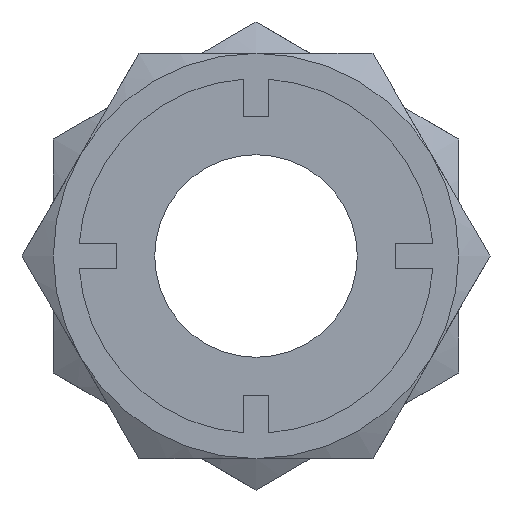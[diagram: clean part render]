
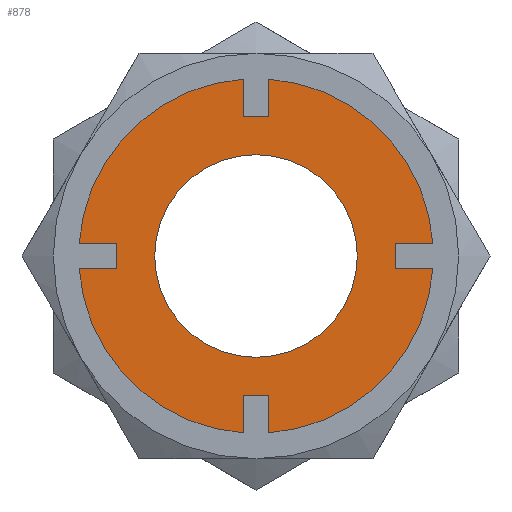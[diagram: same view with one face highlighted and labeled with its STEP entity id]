
A CAD part, left-side view. The second image highlights one B-rep face of the part: STEP entity #878.
In plain terms, the highlighted planar face has unit normal (-1, 0, 0).
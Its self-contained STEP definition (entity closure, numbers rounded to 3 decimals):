
#376=VERTEX_POINT('',#994);
#398=VERTEX_POINT('',#1020);
#400=VERTEX_POINT('',#1022);
#404=EDGE_CURVE('',#570,#748,#1026,.T.);
#408=VERTEX_POINT('',#1030);
#410=EDGE_CURVE('',#746,#830,#1032,.T.);
#414=VERTEX_POINT('',#1036);
#436=VERTEX_POINT('',#1060);
#460=VERTEX_POINT('',#1087);
#462=EDGE_CURVE('',#868,#658,#1089,.T.);
#480=EDGE_CURVE('',#888,#376,#1111,.T.);
#508=EDGE_CURVE('',#628,#436,#1143,.T.);
#530=VERTEX_POINT('',#1167);
#570=VERTEX_POINT('',#1213);
#580=EDGE_CURVE('',#460,#748,#1223,.T.);
#616=EDGE_CURVE('',#628,#830,#1259,.T.);
#618=EDGE_CURVE('',#376,#814,#1261,.T.);
#628=VERTEX_POINT('',#1273);
#658=VERTEX_POINT('',#1308);
#672=EDGE_CURVE('',#864,#746,#1323,.T.);
#720=EDGE_CURVE('',#414,#888,#1377,.T.);
#740=EDGE_CURVE('',#398,#460,#1398,.T.);
#746=VERTEX_POINT('',#1404);
#748=VERTEX_POINT('',#1406);
#814=VERTEX_POINT('',#1477);
#818=EDGE_CURVE('',#414,#400,#1481,.T.);
#830=VERTEX_POINT('',#1493);
#844=EDGE_CURVE('',#530,#400,#1509,.T.);
#850=EDGE_CURVE('',#436,#530,#1518,.T.);
#852=EDGE_CURVE('',#658,#868,#1520,.T.);
#864=VERTEX_POINT('',#1532);
#868=VERTEX_POINT('',#1536);
#878=ADVANCED_FACE('',(#1546,#1547),#1548,.T.);
#888=VERTEX_POINT('',#1560);
#894=EDGE_CURVE('',#408,#814,#1567,.T.);
#896=EDGE_CURVE('',#570,#864,#1569,.T.);
#900=EDGE_CURVE('',#408,#398,#1573,.T.);
#994=CARTESIAN_POINT('',(-11.0,-0.5,-5.5));
#1020=CARTESIAN_POINT('',(-11.0,-5.5,-0.5));
#1022=CARTESIAN_POINT('',(-11.0,6.982,-0.5));
#1026=CIRCLE('',#1786,7.0);
#1030=CARTESIAN_POINT('',(-11.0,-6.982,-0.5));
#1032=LINE('',#1793,#1794);
#1036=CARTESIAN_POINT('',(-11.0,0.5,-6.982));
#1060=CARTESIAN_POINT('',(-11.0,5.5,0.5));
#1087=CARTESIAN_POINT('',(-11.0,-5.5,0.5));
#1089=CIRCLE('',#1909,4.0);
#1111=LINE('',#1944,#1945);
#1143=LINE('',#1992,#1993);
#1167=CARTESIAN_POINT('',(-11.0,5.5,-0.5));
#1213=CARTESIAN_POINT('',(-11.0,-0.5,6.982));
#1223=LINE('',#2168,#2169);
#1259=CIRCLE('',#2282,7.0);
#1261=LINE('',#2285,#2286);
#1273=CARTESIAN_POINT('',(-11.0,6.982,0.5));
#1308=CARTESIAN_POINT('',(-11.0,0.,-4.));
#1323=LINE('',#2391,#2392);
#1377=LINE('',#2487,#2488);
#1398=LINE('',#2516,#2517);
#1404=CARTESIAN_POINT('',(-11.0,0.5,5.5));
#1406=CARTESIAN_POINT('',(-11.0,-6.982,0.5));
#1477=CARTESIAN_POINT('',(-11.0,-0.5,-6.982));
#1481=CIRCLE('',#2715,7.0);
#1493=CARTESIAN_POINT('',(-11.0,0.5,6.982));
#1509=LINE('',#2780,#2781);
#1518=LINE('',#2791,#2792);
#1520=CIRCLE('',#2795,4.0);
#1532=CARTESIAN_POINT('',(-11.0,-0.5,5.5));
#1536=CARTESIAN_POINT('',(-11.0,0.,4.));
#1546=FACE_BOUND('',#2824,.T.);
#1547=FACE_OUTER_BOUND('',#2825,.T.);
#1548=PLANE('',#2826);
#1560=CARTESIAN_POINT('',(-11.0,0.5,-5.5));
#1567=CIRCLE('',#2852,7.0);
#1569=LINE('',#2855,#2856);
#1573=LINE('',#2862,#2863);
#1786=AXIS2_PLACEMENT_3D('',#3010,#3011,#3012);
#1793=CARTESIAN_POINT('',(-11.0,0.5,6.25));
#1794=VECTOR('',#3013,1.0);
#1909=AXIS2_PLACEMENT_3D('',#3064,#3065,#3066);
#1944=CARTESIAN_POINT('',(-11.0,-0.25,-5.5));
#1945=VECTOR('',#3106,1.0);
#1992=CARTESIAN_POINT('',(-11.0,2.75,0.5));
#1993=VECTOR('',#3142,1.0);
#2168=CARTESIAN_POINT('',(-11.0,-3.5,0.5));
#2169=VECTOR('',#3242,1.0);
#2282=AXIS2_PLACEMENT_3D('',#3251,#3252,#3253);
#2285=CARTESIAN_POINT('',(-11.0,-0.5,-0.75));
#2286=VECTOR('',#3254,1.0);
#2391=CARTESIAN_POINT('',(-11.0,0.25,5.5));
#2392=VECTOR('',#3330,1.0);
#2487=CARTESIAN_POINT('',(-11.0,0.5,0.));
#2488=VECTOR('',#3398,1.0);
#2516=CARTESIAN_POINT('',(-11.0,-5.5,3.));
#2517=VECTOR('',#3415,1.0);
#2715=AXIS2_PLACEMENT_3D('',#3471,#3472,#3473);
#2780=CARTESIAN_POINT('',(-11.0,3.5,-0.5));
#2781=VECTOR('',#3497,1.0);
#2791=CARTESIAN_POINT('',(-11.0,5.5,2.5));
#2792=VECTOR('',#3517,1.0);
#2795=AXIS2_PLACEMENT_3D('',#3518,#3519,#3520);
#2824=EDGE_LOOP('',(#3525,#3526));
#2825=EDGE_LOOP('',(#3527,#3528,#3529,#3530,#3531,#3532,#3533,#3534,#3535,#3536,#3537,#3538,#3539,#3540,#3541,#3542));
#2826=AXIS2_PLACEMENT_3D('',#3543,#3544,#3545);
#2852=AXIS2_PLACEMENT_3D('',#3571,#3572,#3573);
#2855=CARTESIAN_POINT('',(-11.0,-0.5,5.5));
#2856=VECTOR('',#3574,1.0);
#2862=CARTESIAN_POINT('',(-11.0,-2.75,-0.5));
#2863=VECTOR('',#3578,1.0);
#3010=CARTESIAN_POINT('',(-11.0,0.,0.));
#3011=DIRECTION('',(1.0,0.0,0.0));
#3012=DIRECTION('',(0.0,0.,1.0));
#3013=DIRECTION('',(0.0,0.0,1.0));
#3064=CARTESIAN_POINT('',(-11.0,0.,0.));
#3065=DIRECTION('',(1.0,0.0,0.0));
#3066=DIRECTION('',(0.0,0.,1.0));
#3106=DIRECTION('',(0.0,-1.0,0.0));
#3142=DIRECTION('',(0.0,-1.0,0.0));
#3242=DIRECTION('',(0.0,-1.0,0.0));
#3251=CARTESIAN_POINT('',(-11.0,0.,0.));
#3252=DIRECTION('',(1.0,0.0,0.0));
#3253=DIRECTION('',(0.0,0.,1.0));
#3254=DIRECTION('',(0.0,0.0,-1.0));
#3330=DIRECTION('',(0.0,1.0,0.0));
#3398=DIRECTION('',(0.0,0.0,1.0));
#3415=DIRECTION('',(0.0,0.0,1.0));
#3471=CARTESIAN_POINT('',(-11.0,0.,0.));
#3472=DIRECTION('',(1.0,0.0,0.0));
#3473=DIRECTION('',(0.0,0.,1.0));
#3497=DIRECTION('',(0.0,1.0,0.0));
#3517=DIRECTION('',(0.0,0.0,-1.0));
#3518=CARTESIAN_POINT('',(-11.0,0.,0.));
#3519=DIRECTION('',(1.0,0.0,0.0));
#3520=DIRECTION('',(0.0,0.,1.0));
#3525=ORIENTED_EDGE('',*,*,#462,.T.);
#3526=ORIENTED_EDGE('',*,*,#852,.T.);
#3527=ORIENTED_EDGE('',*,*,#900,.T.);
#3528=ORIENTED_EDGE('',*,*,#740,.T.);
#3529=ORIENTED_EDGE('',*,*,#580,.T.);
#3530=ORIENTED_EDGE('',*,*,#404,.F.);
#3531=ORIENTED_EDGE('',*,*,#896,.T.);
#3532=ORIENTED_EDGE('',*,*,#672,.T.);
#3533=ORIENTED_EDGE('',*,*,#410,.T.);
#3534=ORIENTED_EDGE('',*,*,#616,.F.);
#3535=ORIENTED_EDGE('',*,*,#508,.T.);
#3536=ORIENTED_EDGE('',*,*,#850,.T.);
#3537=ORIENTED_EDGE('',*,*,#844,.T.);
#3538=ORIENTED_EDGE('',*,*,#818,.F.);
#3539=ORIENTED_EDGE('',*,*,#720,.T.);
#3540=ORIENTED_EDGE('',*,*,#480,.T.);
#3541=ORIENTED_EDGE('',*,*,#618,.T.);
#3542=ORIENTED_EDGE('',*,*,#894,.F.);
#3543=CARTESIAN_POINT('',(-11.0,0.,5.5));
#3544=DIRECTION('',(-1.0,-0.0,0.0));
#3545=DIRECTION('',(0.0,0.,-1.0));
#3571=CARTESIAN_POINT('',(-11.0,0.,0.));
#3572=DIRECTION('',(1.0,0.0,0.0));
#3573=DIRECTION('',(0.0,0.,1.0));
#3574=DIRECTION('',(0.0,0.0,-1.0));
#3578=DIRECTION('',(0.0,1.0,0.0));
